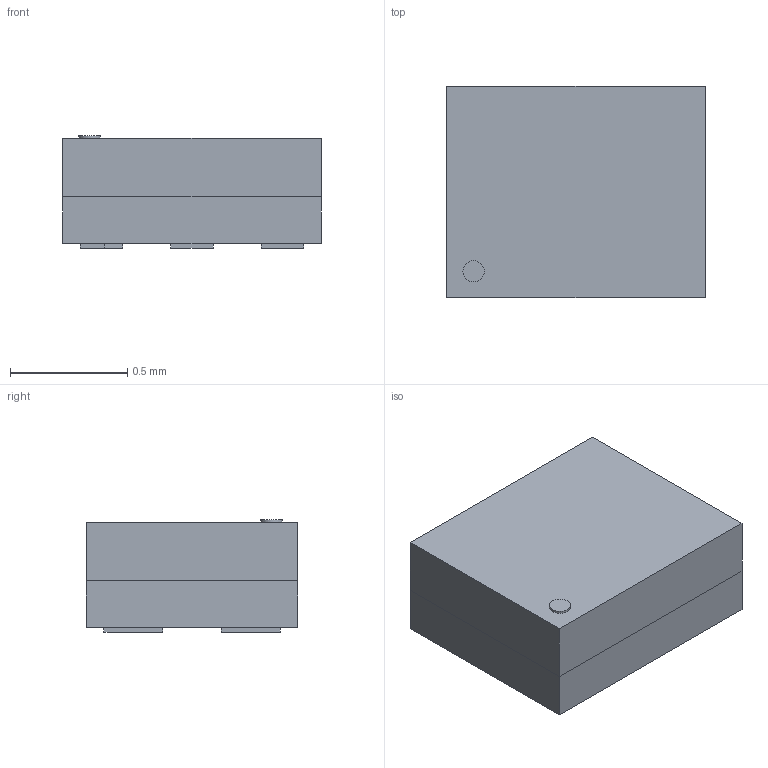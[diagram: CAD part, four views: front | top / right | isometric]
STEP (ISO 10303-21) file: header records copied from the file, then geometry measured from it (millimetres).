
FILE_DESCRIPTION(/* description */ (''),/* implementation_level */ '2;1');
FILE_NAME(/* name */ 'B3924.stp',/* time_stamp */ '2017-02-14T22:17:57-05:00',/* author */ (''),/* organization */ (''),/* preprocessor_version */ 'ST-DEVELOPER v16.5',/* originating_system */ 'Autodesk Translation Framework v5.2.0.2920',/* authorisation */ '');
FILE_SCHEMA (('AUTOMOTIVE_DESIGN { 1 0 10303 214 3 1 1 }'));
Length unit declared in the file: millimetre
Products named in the file (1): B3924 v4
Bounding box: 1.1 x 0.9 x 0.48 mm (x, y, z)
Volume: 0.5 mm3; surface area: 6.4 mm2
Topology: 9 solids, 9 shells, 52 faces, 102 edges, 68 vertices
Faces by surface type: plane 51, cylinder 1
Full cylindrical faces by diameter (mm): 0.091 x1
Entity records: 1346 total; most frequent: CARTESIAN_POINT 222, DIRECTION 209, ORIENTED_EDGE 202, EDGE_CURVE 101, LINE 99, VECTOR 99, VERTEX_POINT 68, AXIS2_PLACEMENT_3D 55
